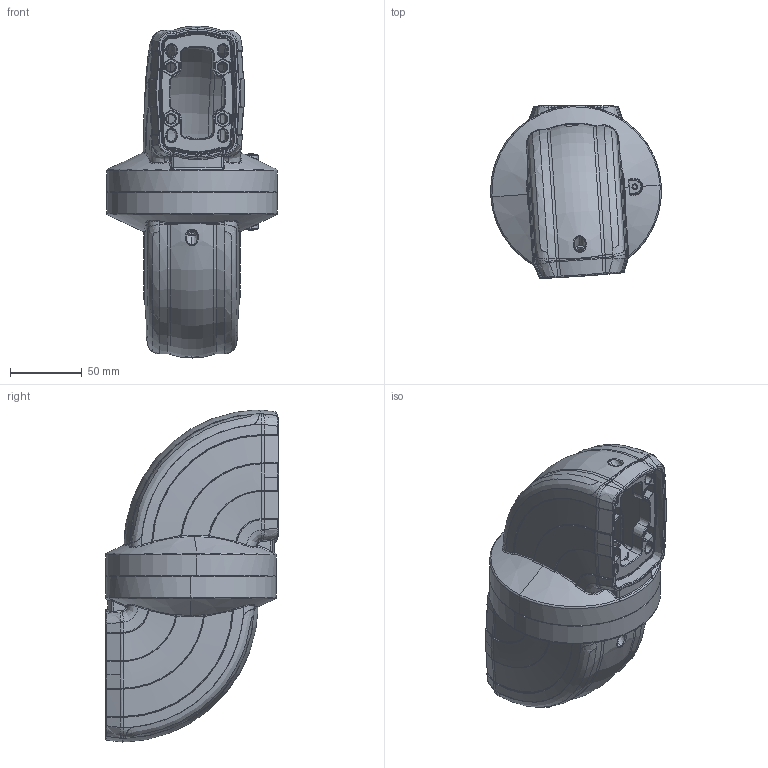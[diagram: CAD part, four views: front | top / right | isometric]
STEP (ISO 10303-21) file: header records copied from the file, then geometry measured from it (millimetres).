
FILE_DESCRIPTION (( 'STEP AP203' ), '1' );
FILE_NAME ('TK060.500.STEP', '2016-04-13T06:48:52', ( '' ), ( '' ), 'SwSTEP 2.0', 'SolidWorks 2013', '' );
FILE_SCHEMA (( 'CONFIG_CONTROL_DESIGN' ));
Length unit declared in the file: millimetre
Products named in the file (1): TK060.500
Bounding box: 119 x 120.67 x 231.26 mm (x, y, z)
Volume: 456066.7 mm3; surface area: 185544.6 mm2
Topology: 6 solids, 6 shells, 3236 faces, 7958 edges, 4666 vertices
Faces by surface type: bspline 1386, cone 748, torus 508, cylinder 322, plane 264, sphere 8
Entity records: 159713 total; most frequent: CARTESIAN_POINT 94345, ORIENTED_EDGE 15536, DIRECTION 11384, EDGE_CURVE 7768, AXIS2_PLACEMENT_3D 4989, VERTEX_POINT 4666, EDGE_LOOP 3454, FACE_OUTER_BOUND 3236
